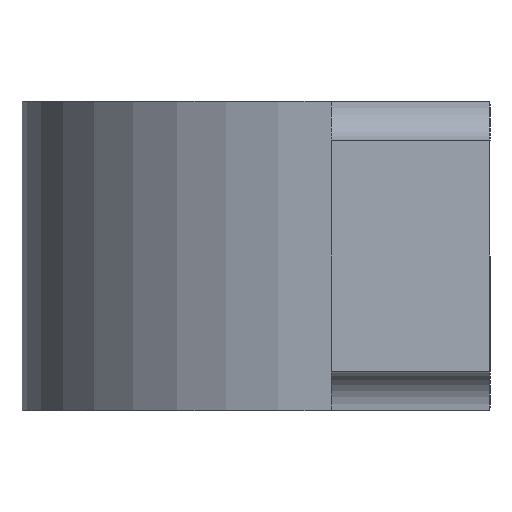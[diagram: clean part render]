
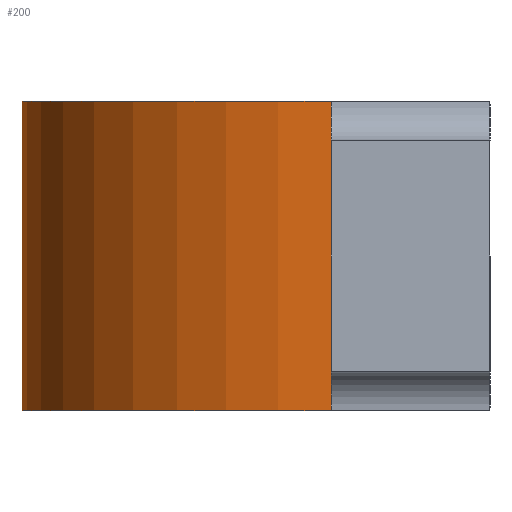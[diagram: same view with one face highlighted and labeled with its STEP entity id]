
A CAD part, left-side view. The second image highlights one B-rep face of the part: STEP entity #200.
In plain terms, the highlighted cylindrical face has radius 0.991 mm (diameter 1.981 mm), a partial arc.
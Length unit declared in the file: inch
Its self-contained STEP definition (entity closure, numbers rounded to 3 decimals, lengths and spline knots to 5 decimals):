
#22 = EDGE_LOOP ( 'NONE', ( #302, #554, #241, #90 ) ) ;
#28 = VECTOR ( 'NONE', #155, 39.37008 ) ;
#47 = CARTESIAN_POINT ( 'NONE',  ( 0., 0.01, 0. ) ) ;
#58 = EDGE_CURVE ( 'NONE', #304, #119, #454, .T. ) ;
#69 = DIRECTION ( 'NONE',  ( 0., 0., -1. ) ) ;
#90 = ORIENTED_EDGE ( 'NONE', *, *, #525, .T. ) ;
#119 = VERTEX_POINT ( 'NONE', #464 ) ;
#143 = DIRECTION ( 'NONE',  ( 0., 0., 1. ) ) ;
#148 = CYLINDRICAL_SURFACE ( 'NONE', #652, 0.039 ) ;
#151 = VECTOR ( 'NONE', #143, 39.37008 ) ;
#155 = DIRECTION ( 'NONE',  ( 0., 0., -1. ) ) ;
#177 = VERTEX_POINT ( 'NONE', #467 ) ;
#195 = CARTESIAN_POINT ( 'NONE',  ( 0., 0.01, 0.039 ) ) ;
#197 = DIRECTION ( 'NONE',  ( 0., 0., 1. ) ) ;
#200 = ADVANCED_FACE ( 'NONE', ( #265 ), #148, .T. ) ;
#209 = DIRECTION ( 'NONE',  ( -1., 0., 0. ) ) ;
#241 = ORIENTED_EDGE ( 'NONE', *, *, #426, .F. ) ;
#265 = FACE_OUTER_BOUND ( 'NONE', #22, .T. ) ;
#279 = CIRCLE ( 'NONE', #670, 0.039 ) ;
#302 = ORIENTED_EDGE ( 'NONE', *, *, #58, .F. ) ;
#304 = VERTEX_POINT ( 'NONE', #334 ) ;
#309 = VERTEX_POINT ( 'NONE', #330 ) ;
#323 = DIRECTION ( 'NONE',  ( 0., 0., 1. ) ) ;
#330 = CARTESIAN_POINT ( 'NONE',  ( 0.039, 0.01, 0.039 ) ) ;
#334 = CARTESIAN_POINT ( 'NONE',  ( -0.039, 0.01, 0.039 ) ) ;
#382 = AXIS2_PLACEMENT_3D ( 'NONE', #47, #323, #534 ) ;
#426 = EDGE_CURVE ( 'NONE', #177, #309, #578, .T. ) ;
#454 = LINE ( 'NONE', #666, #28 ) ;
#461 = EDGE_CURVE ( 'NONE', #309, #304, #279, .T. ) ;
#464 = CARTESIAN_POINT ( 'NONE',  ( -0.039, 0.01, 0. ) ) ;
#467 = CARTESIAN_POINT ( 'NONE',  ( 0.039, 0.01, 0. ) ) ;
#479 = CIRCLE ( 'NONE', #382, 0.039 ) ;
#523 = DIRECTION ( 'NONE',  ( -1., 0., 0. ) ) ;
#525 = EDGE_CURVE ( 'NONE', #177, #119, #479, .T. ) ;
#534 = DIRECTION ( 'NONE',  ( -1., 0., 0. ) ) ;
#554 = ORIENTED_EDGE ( 'NONE', *, *, #461, .F. ) ;
#564 = CARTESIAN_POINT ( 'NONE',  ( 0.039, 0.01, 0.0195 ) ) ;
#573 = CARTESIAN_POINT ( 'NONE',  ( 0., 0.01, 0.039 ) ) ;
#578 = LINE ( 'NONE', #564, #151 ) ;
#652 = AXIS2_PLACEMENT_3D ( 'NONE', #573, #69, #209 ) ;
#666 = CARTESIAN_POINT ( 'NONE',  ( -0.039, 0.01, 0.0195 ) ) ;
#670 = AXIS2_PLACEMENT_3D ( 'NONE', #195, #197, #523 ) ;
